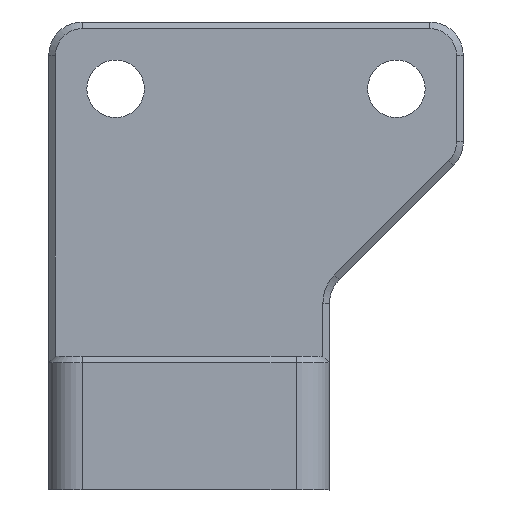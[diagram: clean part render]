
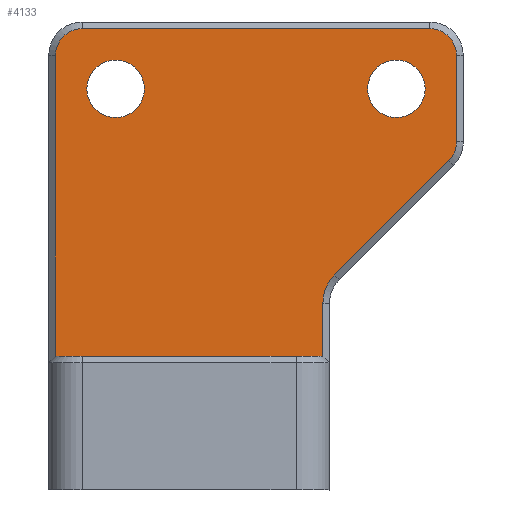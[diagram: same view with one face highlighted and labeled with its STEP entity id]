
A CAD part, front view. The second image highlights one B-rep face of the part: STEP entity #4133.
In plain terms, the highlighted planar face has unit normal (0, -1, 0).
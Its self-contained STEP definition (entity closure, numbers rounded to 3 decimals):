
#25=FACE_BOUND('',#626,.T.);
#26=FACE_BOUND('',#627,.T.);
#179=PLANE('',#4378);
#402=FACE_OUTER_BOUND('',#625,.T.);
#625=EDGE_LOOP('',(#3847,#3848,#3849,#3850,#3851,#3852,#3853,#3854,#3855,
#3856));
#626=EDGE_LOOP('',(#3857));
#627=EDGE_LOOP('',(#3858));
#639=CIRCLE('',#4327,3.);
#641=CIRCLE('',#4331,2.);
#643=CIRCLE('',#4335,2.);
#645=CIRCLE('',#4339,2.);
#654=CIRCLE('',#4375,2.15);
#655=CIRCLE('',#4377,2.15);
#1209=LINE('',#11993,#1472);
#1222=LINE('',#12023,#1485);
#1226=LINE('',#12035,#1489);
#1229=LINE('',#12046,#1492);
#1233=LINE('',#12058,#1496);
#1236=LINE('',#12067,#1499);
#1472=VECTOR('',#4948,10.);
#1485=VECTOR('',#4979,10.);
#1489=VECTOR('',#4991,10.);
#1492=VECTOR('',#5002,10.);
#1496=VECTOR('',#5014,10.);
#1499=VECTOR('',#5025,10.);
#1903=VERTEX_POINT('',#11983);
#1907=VERTEX_POINT('',#11991);
#1915=VERTEX_POINT('',#12021);
#1917=VERTEX_POINT('',#12027);
#1919=VERTEX_POINT('',#12033);
#1921=VERTEX_POINT('',#12039);
#1923=VERTEX_POINT('',#12044);
#1925=VERTEX_POINT('',#12051);
#1927=VERTEX_POINT('',#12056);
#1929=VERTEX_POINT('',#12063);
#1946=VERTEX_POINT('',#12144);
#1947=VERTEX_POINT('',#12148);
#2509=EDGE_CURVE('',#1903,#1907,#1209,.T.);
#2524=EDGE_CURVE('',#1915,#1907,#1222,.T.);
#2527=EDGE_CURVE('',#1917,#1915,#639,.T.);
#2530=EDGE_CURVE('',#1919,#1917,#1226,.T.);
#2533=EDGE_CURVE('',#1921,#1919,#641,.T.);
#2535=EDGE_CURVE('',#1923,#1921,#1229,.T.);
#2539=EDGE_CURVE('',#1925,#1923,#643,.T.);
#2541=EDGE_CURVE('',#1927,#1925,#1233,.T.);
#2545=EDGE_CURVE('',#1929,#1927,#645,.T.);
#2546=EDGE_CURVE('',#1903,#1929,#1236,.T.);
#2581=EDGE_CURVE('',#1946,#1946,#654,.T.);
#2583=EDGE_CURVE('',#1947,#1947,#655,.T.);
#3847=ORIENTED_EDGE('',*,*,#2546,.F.);
#3848=ORIENTED_EDGE('',*,*,#2509,.T.);
#3849=ORIENTED_EDGE('',*,*,#2524,.F.);
#3850=ORIENTED_EDGE('',*,*,#2527,.F.);
#3851=ORIENTED_EDGE('',*,*,#2530,.F.);
#3852=ORIENTED_EDGE('',*,*,#2533,.F.);
#3853=ORIENTED_EDGE('',*,*,#2535,.F.);
#3854=ORIENTED_EDGE('',*,*,#2539,.F.);
#3855=ORIENTED_EDGE('',*,*,#2541,.F.);
#3856=ORIENTED_EDGE('',*,*,#2545,.F.);
#3857=ORIENTED_EDGE('',*,*,#2583,.T.);
#3858=ORIENTED_EDGE('',*,*,#2581,.T.);
#4133=ADVANCED_FACE('',(#402,#25,#26),#179,.T.);
#4327=AXIS2_PLACEMENT_3D('',#12029,#4985,#4986);
#4331=AXIS2_PLACEMENT_3D('',#12041,#4997,#4998);
#4335=AXIS2_PLACEMENT_3D('',#12053,#5009,#5010);
#4339=AXIS2_PLACEMENT_3D('',#12065,#5021,#5022);
#4375=AXIS2_PLACEMENT_3D('',#12145,#5120,#5121);
#4377=AXIS2_PLACEMENT_3D('',#12149,#5125,#5126);
#4378=AXIS2_PLACEMENT_3D('',#12151,#5128,#5129);
#4948=DIRECTION('',(1.,0.,0.));
#4979=DIRECTION('',(0.,0.,-1.));
#4985=DIRECTION('center_axis',(0.,-1.,0.));
#4986=DIRECTION('ref_axis',(-0.924,0.,0.383));
#4991=DIRECTION('',(-0.707,0.,-0.707));
#4997=DIRECTION('center_axis',(0.,1.,0.));
#4998=DIRECTION('ref_axis',(0.924,0.,-0.383));
#5002=DIRECTION('',(0.,0.,-1.));
#5009=DIRECTION('center_axis',(0.,1.,0.));
#5010=DIRECTION('ref_axis',(0.707,0.,0.707));
#5014=DIRECTION('',(1.,0.,0.));
#5021=DIRECTION('center_axis',(0.,1.,0.));
#5022=DIRECTION('ref_axis',(-0.707,0.,0.707));
#5025=DIRECTION('',(0.,0.,1.));
#5120=DIRECTION('center_axis',(0.,1.,0.));
#5121=DIRECTION('ref_axis',(1.,0.,0.));
#5125=DIRECTION('center_axis',(0.,1.,0.));
#5126=DIRECTION('ref_axis',(1.,0.,0.));
#5128=DIRECTION('center_axis',(0.,-1.,0.));
#5129=DIRECTION('ref_axis',(1.,0.,0.));
#11983=CARTESIAN_POINT('',(-39.659,-26.009,-25.497));
#11991=CARTESIAN_POINT('',(-19.659,-26.009,-25.497));
#11993=CARTESIAN_POINT('',(-19.159,-26.009,-25.497));
#12021=CARTESIAN_POINT('',(-19.659,-26.009,-21.532));
#12023=CARTESIAN_POINT('',(-19.659,-26.009,-19.247));
#12027=CARTESIAN_POINT('',(-18.78,-26.009,-19.411));
#12029=CARTESIAN_POINT('Origin',(-16.659,-26.009,-21.532));
#12033=CARTESIAN_POINT('',(-10.245,-26.009,-10.876));
#12035=CARTESIAN_POINT('',(-16.512,-26.009,-17.143));
#12039=CARTESIAN_POINT('',(-9.659,-26.009,-9.461));
#12041=CARTESIAN_POINT('Origin',(-11.659,-26.009,-9.461));
#12044=CARTESIAN_POINT('',(-9.659,-26.009,-2.997));
#12046=CARTESIAN_POINT('',(-9.659,-26.009,-11.747));
#12051=CARTESIAN_POINT('',(-11.659,-26.009,-0.997));
#12053=CARTESIAN_POINT('Origin',(-11.659,-26.009,-2.997));
#12056=CARTESIAN_POINT('',(-37.659,-26.009,-0.997));
#12058=CARTESIAN_POINT('',(-16.909,-26.009,-0.997));
#12063=CARTESIAN_POINT('',(-39.659,-26.009,-2.997));
#12065=CARTESIAN_POINT('Origin',(-37.659,-26.009,-2.997));
#12067=CARTESIAN_POINT('',(-39.659,-26.009,-6.747));
#12144=CARTESIAN_POINT('',(-37.309,-26.009,-5.497));
#12145=CARTESIAN_POINT('Origin',(-35.159,-26.009,-5.497));
#12148=CARTESIAN_POINT('',(-16.309,-26.009,-5.497));
#12149=CARTESIAN_POINT('Origin',(-14.159,-26.009,-5.497));
#12151=CARTESIAN_POINT('Origin',(-24.659,-26.009,-12.997));
